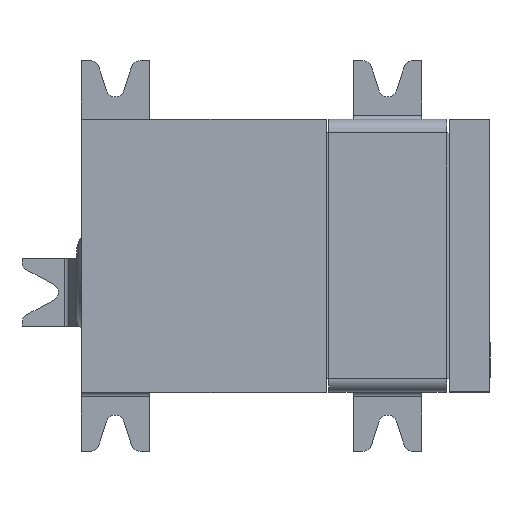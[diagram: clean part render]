
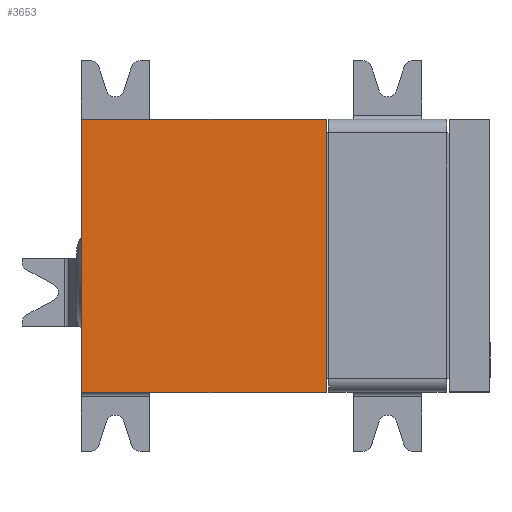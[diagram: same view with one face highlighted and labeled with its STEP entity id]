
A CAD part, top view. The second image highlights one B-rep face of the part: STEP entity #3653.
In plain terms, the highlighted planar face has unit normal (0, 0, 1).
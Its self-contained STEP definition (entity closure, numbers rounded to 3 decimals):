
#186=FACE_OUTER_BOUND('',#378,.T.);
#378=EDGE_LOOP('',(#2907,#2908,#2909,#2910));
#709=LINE('',#5812,#1110);
#723=LINE('',#5836,#1124);
#724=LINE('',#5839,#1125);
#725=LINE('',#5840,#1126);
#1110=VECTOR('',#4703,1000.);
#1124=VECTOR('',#4729,1000.);
#1125=VECTOR('',#4732,10.);
#1126=VECTOR('',#4733,10.);
#1649=VERTEX_POINT('',#5809);
#1650=VERTEX_POINT('',#5811);
#1654=VERTEX_POINT('',#5834);
#1655=VERTEX_POINT('',#5838);
#2102=EDGE_CURVE('',#1649,#1650,#709,.T.);
#2116=EDGE_CURVE('',#1654,#1649,#723,.T.);
#2117=EDGE_CURVE('',#1654,#1655,#724,.F.);
#2118=EDGE_CURVE('',#1655,#1650,#725,.F.);
#2907=ORIENTED_EDGE('',*,*,#2102,.F.);
#2908=ORIENTED_EDGE('',*,*,#2116,.F.);
#2909=ORIENTED_EDGE('',*,*,#2117,.T.);
#2910=ORIENTED_EDGE('',*,*,#2118,.T.);
#3450=PLANE('',#3947);
#3653=ADVANCED_FACE('',(#186),#3450,.T.);
#3947=AXIS2_PLACEMENT_3D('',#5837,#4730,#4731);
#4703=DIRECTION('',(0.,-1.,0.));
#4729=DIRECTION('',(1.,0.,0.));
#4730=DIRECTION('center_axis',(0.,0.,
1.));
#4731=DIRECTION('ref_axis',(1.,0.,0.));
#4732=DIRECTION('',(0.,1.,0.));
#4733=DIRECTION('',(-1.,0.,0.));
#5809=CARTESIAN_POINT('',(1.55,3.,4.8));
#5811=CARTESIAN_POINT('',(1.55,-3.01,4.8));
#5812=CARTESIAN_POINT('',(1.55,-3.,4.8));
#5834=CARTESIAN_POINT('',(-3.84,3.,4.8));
#5836=CARTESIAN_POINT('',(-3.85,3.,4.8));
#5837=CARTESIAN_POINT('Origin',(-3.85,-3.,4.8));
#5838=CARTESIAN_POINT('',(-3.84,-3.01,4.8));
#5839=CARTESIAN_POINT('',(-3.84,-3.,4.8));
#5840=CARTESIAN_POINT('',(-3.85,-3.01,4.8));
